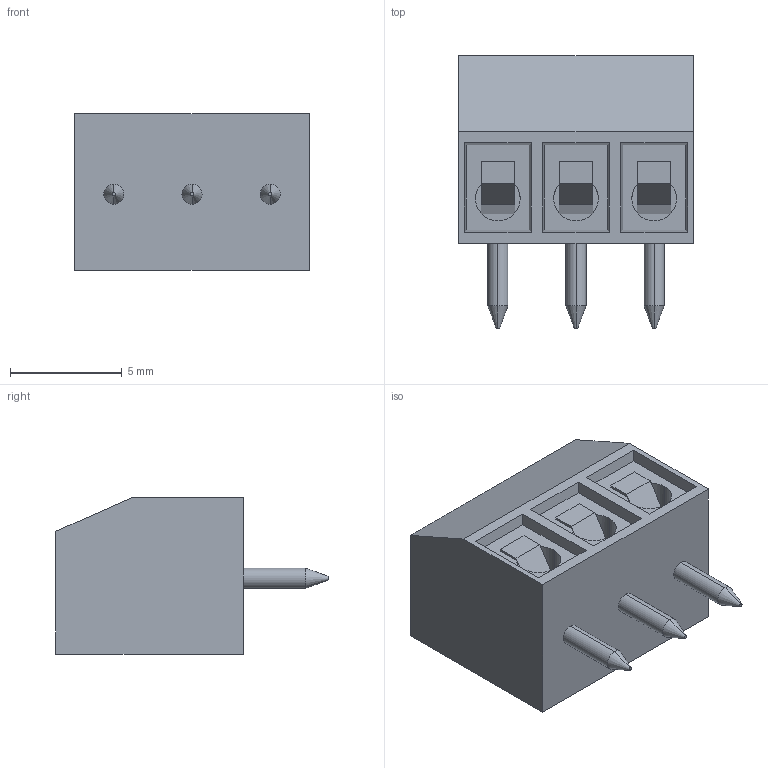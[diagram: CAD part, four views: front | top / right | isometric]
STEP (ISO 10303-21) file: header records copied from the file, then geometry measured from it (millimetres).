
FILE_DESCRIPTION (( 'STEP AP214' ), '1' );
FILE_NAME ('SCREWTERMINAL-3.5MM-3.STEP', '2015-04-02T15:49:00', ( '' ), ( '' ), 'SwSTEP 2.0', 'SolidWorks 2014', '' );
FILE_SCHEMA (( 'AUTOMOTIVE_DESIGN' ));
Length unit declared in the file: millimetre
Products named in the file (1): SCREWTERMINAL-3.5MM-3
Bounding box: 10.5 x 12.2 x 7 mm (x, y, z)
Volume: 518 mm3; surface area: 656.8 mm2
Topology: 1 solids, 1 shells, 124 faces, 315 edges, 208 vertices
Faces by surface type: plane 100, cylinder 18, cone 6
Entity records: 4041 total; most frequent: CARTESIAN_POINT 666, ORIENTED_EDGE 630, DIRECTION 607, EDGE_CURVE 315, LINE 261, VECTOR 261, VERTEX_POINT 208, AXIS2_PLACEMENT_3D 173
